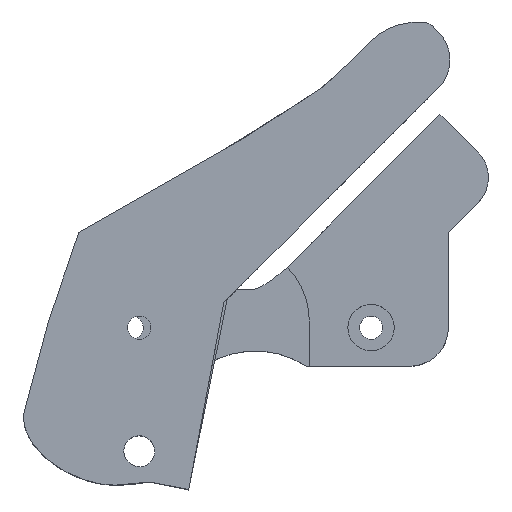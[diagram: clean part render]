
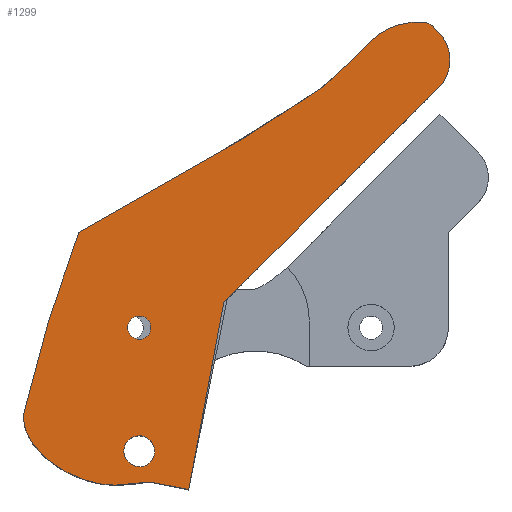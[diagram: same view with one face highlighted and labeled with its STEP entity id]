
A CAD part, top view. The second image highlights one B-rep face of the part: STEP entity #1299.
In plain terms, the highlighted face is planar.
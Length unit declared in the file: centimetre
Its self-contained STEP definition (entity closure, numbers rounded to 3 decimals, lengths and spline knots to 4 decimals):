
#47=B_SPLINE_CURVE_WITH_KNOTS('',3,(#1945,#1946,#1947,#1948,#1949,#1950,
#1951,#1952,#1953,#1954,#1955,#1956,#1957,#1958,#1959,#1960),
 .UNSPECIFIED.,.F.,.F.,(4,3,3,3,3,4),(7.8063,19.3082,
34.2085,38.4089,41.6889,41.8144),
 .UNSPECIFIED.);
#48=B_SPLINE_CURVE_WITH_KNOTS('',3,(#1962,#1963,#1964,#1965),
 .UNSPECIFIED.,.F.,.F.,(4,4),(0.,0.5285),.UNSPECIFIED.);
#49=B_SPLINE_CURVE_WITH_KNOTS('',3,(#1967,#1968,#1969,#1970),
 .UNSPECIFIED.,.F.,.F.,(4,4),(5.8901,6.8623),
 .UNSPECIFIED.);
#50=B_SPLINE_CURVE_WITH_KNOTS('',3,(#1972,#1973,#1974,#1975,#1976),
 .UNSPECIFIED.,.F.,.F.,(4,1,4),(0.,0.6722,1.9872),
 .UNSPECIFIED.);
#123=LINE('',#1931,#231);
#126=LINE('',#1937,#234);
#127=LINE('',#1941,#235);
#128=LINE('',#1943,#236);
#129=LINE('',#1977,#237);
#130=LINE('',#1981,#238);
#231=VECTOR('',#1591,2.4636);
#234=VECTOR('',#1596,3.9354);
#235=VECTOR('',#1599,0.1);
#236=VECTOR('',#1600,0.0023);
#237=VECTOR('',#1601,0.52);
#238=VECTOR('',#1604,0.0253);
#308=FACE_BOUND('',#450,.T.);
#309=FACE_BOUND('',#451,.T.);
#369=FACE_OUTER_BOUND('',#449,.T.);
#449=EDGE_LOOP('',(#979,#980,#981,#982,#983,#984,#985,#986,#987,#988));
#450=EDGE_LOOP('',(#989,#990));
#451=EDGE_LOOP('',(#991));
#521=CIRCLE('',#1391,0.5);
#522=CIRCLE('',#1392,0.2);
#523=CIRCLE('',#1393,0.15);
#585=VERTEX_POINT('',#1928);
#586=VERTEX_POINT('',#1930);
#588=VERTEX_POINT('',#1936);
#589=VERTEX_POINT('',#1938);
#590=VERTEX_POINT('',#1940);
#591=VERTEX_POINT('',#1942);
#592=VERTEX_POINT('',#1944);
#593=VERTEX_POINT('',#1961);
#594=VERTEX_POINT('',#1966);
#595=VERTEX_POINT('',#1971);
#596=VERTEX_POINT('',#1978);
#597=VERTEX_POINT('',#1979);
#598=VERTEX_POINT('',#1982);
#734=EDGE_CURVE('',#586,#585,#123,.T.);
#737=EDGE_CURVE('',#588,#585,#126,.T.);
#738=EDGE_CURVE('',#589,#588,#521,.T.);
#739=EDGE_CURVE('',#589,#590,#127,.T.);
#740=EDGE_CURVE('',#590,#591,#128,.T.);
#741=EDGE_CURVE('',#591,#592,#47,.F.);
#742=EDGE_CURVE('',#592,#593,#48,.F.);
#743=EDGE_CURVE('',#593,#594,#49,.T.);
#744=EDGE_CURVE('',#595,#594,#50,.T.);
#745=EDGE_CURVE('',#595,#586,#129,.T.);
#746=EDGE_CURVE('',#596,#597,#522,.T.);
#747=EDGE_CURVE('',#596,#597,#130,.T.);
#748=EDGE_CURVE('',#598,#598,#523,.T.);
#979=ORIENTED_EDGE('',*,*,#737,.F.);
#980=ORIENTED_EDGE('',*,*,#738,.F.);
#981=ORIENTED_EDGE('',*,*,#739,.T.);
#982=ORIENTED_EDGE('',*,*,#740,.T.);
#983=ORIENTED_EDGE('',*,*,#741,.T.);
#984=ORIENTED_EDGE('',*,*,#742,.T.);
#985=ORIENTED_EDGE('',*,*,#743,.T.);
#986=ORIENTED_EDGE('',*,*,#744,.F.);
#987=ORIENTED_EDGE('',*,*,#745,.T.);
#988=ORIENTED_EDGE('',*,*,#734,.T.);
#989=ORIENTED_EDGE('',*,*,#746,.F.);
#990=ORIENTED_EDGE('',*,*,#747,.T.);
#991=ORIENTED_EDGE('',*,*,#748,.T.);
#1248=PLANE('',#1390);
#1299=ADVANCED_FACE('',(#369,#308,#309),#1248,.F.);
#1390=AXIS2_PLACEMENT_3D('',#1935,#1594,#1595);
#1391=AXIS2_PLACEMENT_3D('',#1939,#1597,#1598);
#1392=AXIS2_PLACEMENT_3D('',#1980,#1602,#1603);
#1393=AXIS2_PLACEMENT_3D('',#1983,#1605,#1606);
#1591=DIRECTION('',(-0.184,0.983,0.));
#1594=DIRECTION('center_axis',(0.,0.,1.));
#1595=DIRECTION('ref_axis',(1.,0.,0.));
#1596=DIRECTION('',(0.707,-0.707,0.));
#1597=DIRECTION('center_axis',(0.,0.,1.));
#1598=DIRECTION('ref_axis',(-1.,0.,0.));
#1599=DIRECTION('',(0.707,0.707,0.));
#1600=DIRECTION('',(-0.707,0.707,0.));
#1601=DIRECTION('',(-0.983,-0.184,0.));
#1602=DIRECTION('center_axis',(0.,0.,-1.));
#1603=DIRECTION('ref_axis',(-0.993,-0.122,0.));
#1604=DIRECTION('',(0.184,-0.983,0.));
#1605=DIRECTION('center_axis',(0.,0.,1.));
#1606=DIRECTION('ref_axis',(1.,0.,0.));
#1928=CARTESIAN_POINT('',(6.9069,-4.6725,-1.5));
#1930=CARTESIAN_POINT('',(7.3604,-7.094,-1.5));
#1931=CARTESIAN_POINT('',(7.1596,-6.0219,-1.5));
#1935=CARTESIAN_POINT('Origin',(7.3099,-4.331,-1.5));
#1936=CARTESIAN_POINT('',(4.1241,-1.8898,-1.5));
#1937=CARTESIAN_POINT('',(6.7172,-4.4828,-1.5));
#1938=CARTESIAN_POINT('',(4.1241,-1.1827,-1.5));
#1939=CARTESIAN_POINT('Origin',(4.4776,-1.5362,-1.5));
#1940=CARTESIAN_POINT('',(4.1948,-1.112,-1.5));
#1941=CARTESIAN_POINT('',(4.0981,-1.2086,-1.5));
#1942=CARTESIAN_POINT('',(4.1932,-1.1103,-1.5));
#1943=CARTESIAN_POINT('',(5.7607,-2.6778,-1.5));
#1944=CARTESIAN_POINT('',(8.7836,-3.7708,-1.5));
#1945=CARTESIAN_POINT('Ctrl Pts',(8.7836,-3.7708,-1.5));
#1946=CARTESIAN_POINT('Ctrl Pts',(8.239,-3.4596,-1.5));
#1947=CARTESIAN_POINT('Ctrl Pts',(7.6943,-3.1484,-1.5));
#1948=CARTESIAN_POINT('Ctrl Pts',(7.1496,-2.8372,-1.5));
#1949=CARTESIAN_POINT('Ctrl Pts',(6.444,-2.434,-1.5));
#1950=CARTESIAN_POINT('Ctrl Pts',(5.7043,-2.038,-1.5));
#1951=CARTESIAN_POINT('Ctrl Pts',(5.2,-1.5,-1.5));
#1952=CARTESIAN_POINT('Ctrl Pts',(5.0578,-1.3483,-1.5));
#1953=CARTESIAN_POINT('Ctrl Pts',(4.9344,-1.1854,-1.5));
#1954=CARTESIAN_POINT('Ctrl Pts',(4.7,-1.1,-1.5));
#1955=CARTESIAN_POINT('Ctrl Pts',(4.517,-1.0333,-1.5));
#1956=CARTESIAN_POINT('Ctrl Pts',(4.2663,-1.0139,-1.5));
#1957=CARTESIAN_POINT('Ctrl Pts',(4.2,-1.1,-1.5));
#1958=CARTESIAN_POINT('Ctrl Pts',(4.1975,-1.1033,-1.5));
#1959=CARTESIAN_POINT('Ctrl Pts',(4.1952,-1.1067,-1.5));
#1960=CARTESIAN_POINT('Ctrl Pts',(4.1932,-1.1103,-1.5));
#1961=CARTESIAN_POINT('',(9.1759,-4.9181,-1.5));
#1962=CARTESIAN_POINT('Ctrl Pts',(9.1759,-4.9181,-1.5));
#1963=CARTESIAN_POINT('Ctrl Pts',(9.1206,-4.7509,-1.5));
#1964=CARTESIAN_POINT('Ctrl Pts',(9.0625,-4.5817,-1.5));
#1965=CARTESIAN_POINT('Ctrl Pts',(8.7836,-3.7708,-1.5));
#1966=CARTESIAN_POINT('',(9.4959,-6.1096,-1.5));
#1967=CARTESIAN_POINT('Ctrl Pts',(9.1759,-4.9181,-1.5));
#1968=CARTESIAN_POINT('Ctrl Pts',(9.3145,-5.3372,-1.5));
#1969=CARTESIAN_POINT('Ctrl Pts',(9.4355,-5.7442,-1.5));
#1970=CARTESIAN_POINT('Ctrl Pts',(9.4959,-6.1096,-1.5));
#1971=CARTESIAN_POINT('',(7.8715,-6.9983,-1.5));
#1972=CARTESIAN_POINT('Ctrl Pts',(7.8715,-6.9983,-1.5));
#1973=CARTESIAN_POINT('Ctrl Pts',(8.0895,-7.0303,-1.5));
#1974=CARTESIAN_POINT('Ctrl Pts',(8.734,-7.1249,-1.5));
#1975=CARTESIAN_POINT('Ctrl Pts',(9.5351,-6.5381,-1.5));
#1976=CARTESIAN_POINT('Ctrl Pts',(9.4959,-6.1096,-1.5));
#1977=CARTESIAN_POINT('',(7.8715,-6.9983,-1.5));
#1978=CARTESIAN_POINT('',(7.8015,-6.6243,-1.5));
#1979=CARTESIAN_POINT('',(7.8061,-6.6492,-1.5));
#1980=CARTESIAN_POINT('Origin',(8.,-6.6,-1.5));
#1981=CARTESIAN_POINT('',(7.8015,-6.6243,-1.5));
#1982=CARTESIAN_POINT('',(7.85,-5.,-1.5));
#1983=CARTESIAN_POINT('Origin',(8.,-5.,-1.5));
